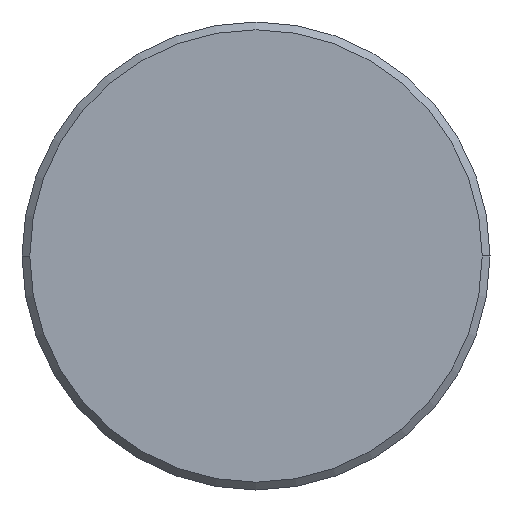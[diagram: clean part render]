
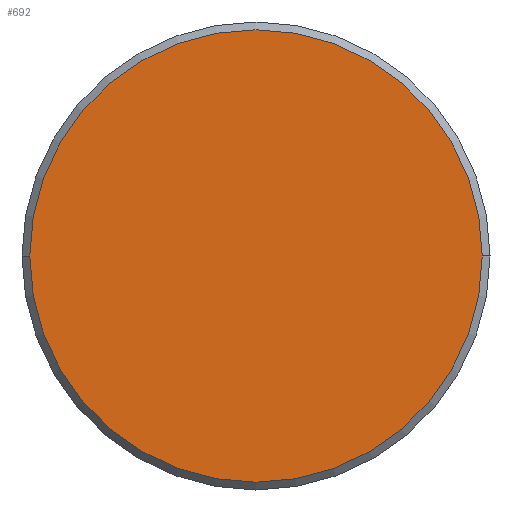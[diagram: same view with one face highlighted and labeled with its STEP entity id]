
A CAD part, left-side view. The second image highlights one B-rep face of the part: STEP entity #692.
In plain terms, the highlighted planar face has unit normal (-1, 0, 0).
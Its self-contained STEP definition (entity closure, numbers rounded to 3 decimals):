
#10 = CIRCLE ( 'NONE', #873, 14.5 ) ;
#113 = VERTEX_POINT ( 'NONE', #946 ) ;
#147 = VERTEX_POINT ( 'NONE', #183 ) ;
#182 = DIRECTION ( 'NONE',  ( 0., 1., 0. ) ) ;
#183 = CARTESIAN_POINT ( 'NONE',  ( -173.6, -14.5, 0. ) ) ;
#194 = ORIENTED_EDGE ( 'NONE', *, *, #756, .T. ) ;
#315 = EDGE_CURVE ( 'NONE', #113, #147, #10, .T. ) ;
#339 = AXIS2_PLACEMENT_3D ( 'NONE', #502, #837, #513 ) ;
#367 = DIRECTION ( 'NONE',  ( 0., 1., 0. ) ) ;
#393 = AXIS2_PLACEMENT_3D ( 'NONE', #1128, #856, #182 ) ;
#414 = PLANE ( 'NONE',  #339 ) ;
#502 = CARTESIAN_POINT ( 'NONE',  ( -173.6, -14.674, -14.674 ) ) ;
#513 = DIRECTION ( 'NONE',  ( 0., 0., 1. ) ) ;
#585 = EDGE_LOOP ( 'NONE', ( #1110, #194 ) ) ;
#692 = ADVANCED_FACE ( 'NONE', ( #739 ), #414, .T. ) ;
#739 = FACE_OUTER_BOUND ( 'NONE', #585, .T. ) ;
#756 = EDGE_CURVE ( 'NONE', #147, #113, #883, .T. ) ;
#805 = DIRECTION ( 'NONE',  ( -1., 0., 0. ) ) ;
#837 = DIRECTION ( 'NONE',  ( -1., 0., 0. ) ) ;
#856 = DIRECTION ( 'NONE',  ( -1., 0., 0. ) ) ;
#873 = AXIS2_PLACEMENT_3D ( 'NONE', #1073, #805, #367 ) ;
#883 = CIRCLE ( 'NONE', #393, 14.5 ) ;
#946 = CARTESIAN_POINT ( 'NONE',  ( -173.6, 14.5, 0. ) ) ;
#1073 = CARTESIAN_POINT ( 'NONE',  ( -173.6, 0., 0. ) ) ;
#1110 = ORIENTED_EDGE ( 'NONE', *, *, #315, .T. ) ;
#1128 = CARTESIAN_POINT ( 'NONE',  ( -173.6, 0., 0. ) ) ;
